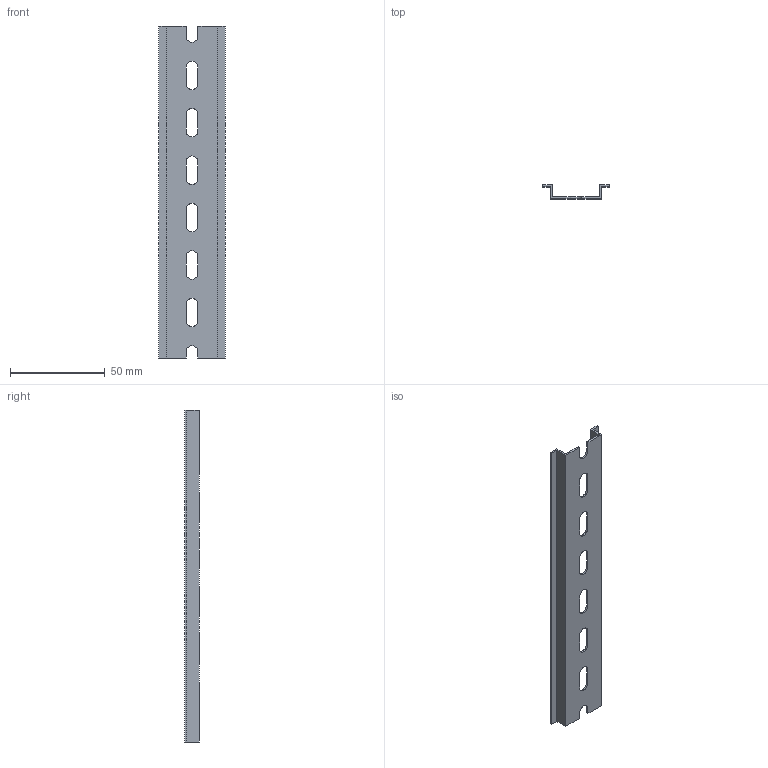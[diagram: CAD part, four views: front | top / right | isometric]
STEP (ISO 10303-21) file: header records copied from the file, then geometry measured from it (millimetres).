
FILE_DESCRIPTION(('SolidDesigner STEP Export'),'2;1');
FILE_NAME('1204119_NS_35_7.5_WH_PERF_2000MM-select.stp','2013-03-06T14:10:46',(''),(''),'Creo Elements/Direct Modeling STEP processor for AP214 (Solid Model)','Creo Elements/Direct Modeling 18.1 06-May-2012 (C) Parametric Technology GmbH','');
FILE_SCHEMA(('AUTOMOTIVE_DESIGN { 1 0 10303 214 1 1 1 1 }'));
Length unit declared in the file: millimetre
Products named in the file (2): 1204119_NS_35_7.5_WH_PERF_2000MM-select
Assembly tree (1 placements, depth 2):
  1204119_NS_35_7.5_WH_PERF_2000MM-select
    1204119_NS_35_7.5_WH_PERF_2000MM-select
Bounding box: 35 x 7.5 x 175 mm (x, y, z)
Volume: 7806.7 mm3; surface area: 16306.6 mm2
Topology: 1 solids, 1 shells, 46 faces, 132 edges, 88 vertices
Faces by surface type: plane 32, cylinder 14
Entity records: 1915 total; most frequent: ORIENTED_EDGE 264, CARTESIAN_POINT 262, DIRECTION 248, EDGE_CURVE 132, VECTOR 100, LINE 100, VERTEX_POINT 88, AXIS2_PLACEMENT_3D 74
